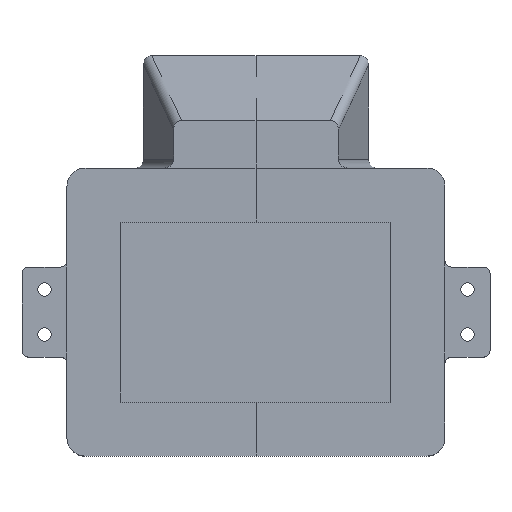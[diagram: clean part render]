
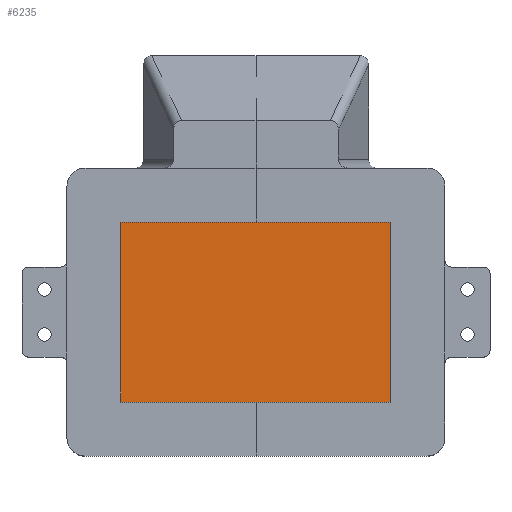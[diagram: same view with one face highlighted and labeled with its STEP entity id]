
A CAD part, top view. The second image highlights one B-rep face of the part: STEP entity #6235.
In plain terms, the highlighted planar face has unit normal (0, 0, 1).
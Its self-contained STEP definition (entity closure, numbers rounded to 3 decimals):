
#5926 = VERTEX_POINT('',#5927);
#5927 = CARTESIAN_POINT('',(-68.,48.,45.));
#5936 = PLANE('',#5937);
#5937 = AXIS2_PLACEMENT_3D('',#5938,#5939,#5940);
#5938 = CARTESIAN_POINT('',(-68.,48.,45.));
#5939 = DIRECTION('',(0.,-1.,0.));
#5940 = DIRECTION('',(1.,0.,0.));
#5948 = PLANE('',#5949);
#5949 = AXIS2_PLACEMENT_3D('',#5950,#5951,#5952);
#5950 = CARTESIAN_POINT('',(-68.,-48.,45.));
#5951 = DIRECTION('',(1.,0.,0.));
#5952 = DIRECTION('',(0.,1.,0.));
#5989 = VERTEX_POINT('',#5990);
#5990 = CARTESIAN_POINT('',(68.,48.,45.));
#6004 = PLANE('',#6005);
#6005 = AXIS2_PLACEMENT_3D('',#6006,#6007,#6008);
#6006 = CARTESIAN_POINT('',(68.,48.,45.));
#6007 = DIRECTION('',(-1.,0.,0.));
#6008 = DIRECTION('',(0.,-1.,0.));
#6016 = EDGE_CURVE('',#5926,#5989,#6017,.T.);
#6017 = SURFACE_CURVE('',#6018,(#6022,#6029),.PCURVE_S1.);
#6018 = LINE('',#6019,#6020);
#6019 = CARTESIAN_POINT('',(-68.,48.,45.));
#6020 = VECTOR('',#6021,1.);
#6021 = DIRECTION('',(1.,0.,0.));
#6022 = PCURVE('',#5936,#6023);
#6023 = DEFINITIONAL_REPRESENTATION('',(#6024),#6028);
#6024 = LINE('',#6025,#6026);
#6025 = CARTESIAN_POINT('',(0.,0.));
#6026 = VECTOR('',#6027,1.);
#6027 = DIRECTION('',(1.,0.));
#6028 = ( GEOMETRIC_REPRESENTATION_CONTEXT(2) 
PARAMETRIC_REPRESENTATION_CONTEXT() REPRESENTATION_CONTEXT('2D SPACE',''
  ) );
#6029 = PCURVE('',#6030,#6035);
#6030 = PLANE('',#6031);
#6031 = AXIS2_PLACEMENT_3D('',#6032,#6033,#6034);
#6032 = CARTESIAN_POINT('',(-68.,48.,45.));
#6033 = DIRECTION('',(0.,0.,1.));
#6034 = DIRECTION('',(1.,0.,0.));
#6035 = DEFINITIONAL_REPRESENTATION('',(#6036),#6040);
#6036 = LINE('',#6037,#6038);
#6037 = CARTESIAN_POINT('',(0.,0.));
#6038 = VECTOR('',#6039,1.);
#6039 = DIRECTION('',(1.,0.));
#6040 = ( GEOMETRIC_REPRESENTATION_CONTEXT(2) 
PARAMETRIC_REPRESENTATION_CONTEXT() REPRESENTATION_CONTEXT('2D SPACE',''
  ) );
#6070 = VERTEX_POINT('',#6071);
#6071 = CARTESIAN_POINT('',(68.,-48.,45.));
#6085 = PLANE('',#6086);
#6086 = AXIS2_PLACEMENT_3D('',#6087,#6088,#6089);
#6087 = CARTESIAN_POINT('',(68.,-48.,45.));
#6088 = DIRECTION('',(0.,1.,0.));
#6089 = DIRECTION('',(-1.,0.,0.));
#6097 = EDGE_CURVE('',#5989,#6070,#6098,.T.);
#6098 = SURFACE_CURVE('',#6099,(#6103,#6110),.PCURVE_S1.);
#6099 = LINE('',#6100,#6101);
#6100 = CARTESIAN_POINT('',(68.,48.,45.));
#6101 = VECTOR('',#6102,1.);
#6102 = DIRECTION('',(0.,-1.,0.));
#6103 = PCURVE('',#6004,#6104);
#6104 = DEFINITIONAL_REPRESENTATION('',(#6105),#6109);
#6105 = LINE('',#6106,#6107);
#6106 = CARTESIAN_POINT('',(0.,0.));
#6107 = VECTOR('',#6108,1.);
#6108 = DIRECTION('',(1.,0.));
#6109 = ( GEOMETRIC_REPRESENTATION_CONTEXT(2) 
PARAMETRIC_REPRESENTATION_CONTEXT() REPRESENTATION_CONTEXT('2D SPACE',''
  ) );
#6110 = PCURVE('',#6030,#6111);
#6111 = DEFINITIONAL_REPRESENTATION('',(#6112),#6116);
#6112 = LINE('',#6113,#6114);
#6113 = CARTESIAN_POINT('',(136.,0.));
#6114 = VECTOR('',#6115,1.);
#6115 = DIRECTION('',(0.,-1.));
#6116 = ( GEOMETRIC_REPRESENTATION_CONTEXT(2) 
PARAMETRIC_REPRESENTATION_CONTEXT() REPRESENTATION_CONTEXT('2D SPACE',''
  ) );
#6146 = VERTEX_POINT('',#6147);
#6147 = CARTESIAN_POINT('',(-68.,-48.,45.));
#6168 = EDGE_CURVE('',#6070,#6146,#6169,.T.);
#6169 = SURFACE_CURVE('',#6170,(#6174,#6181),.PCURVE_S1.);
#6170 = LINE('',#6171,#6172);
#6171 = CARTESIAN_POINT('',(68.,-48.,45.));
#6172 = VECTOR('',#6173,1.);
#6173 = DIRECTION('',(-1.,0.,0.));
#6174 = PCURVE('',#6085,#6175);
#6175 = DEFINITIONAL_REPRESENTATION('',(#6176),#6180);
#6176 = LINE('',#6177,#6178);
#6177 = CARTESIAN_POINT('',(0.,0.));
#6178 = VECTOR('',#6179,1.);
#6179 = DIRECTION('',(1.,0.));
#6180 = ( GEOMETRIC_REPRESENTATION_CONTEXT(2) 
PARAMETRIC_REPRESENTATION_CONTEXT() REPRESENTATION_CONTEXT('2D SPACE',''
  ) );
#6181 = PCURVE('',#6030,#6182);
#6182 = DEFINITIONAL_REPRESENTATION('',(#6183),#6187);
#6183 = LINE('',#6184,#6185);
#6184 = CARTESIAN_POINT('',(136.,-96.));
#6185 = VECTOR('',#6186,1.);
#6186 = DIRECTION('',(-1.,0.));
#6187 = ( GEOMETRIC_REPRESENTATION_CONTEXT(2) 
PARAMETRIC_REPRESENTATION_CONTEXT() REPRESENTATION_CONTEXT('2D SPACE',''
  ) );
#6215 = EDGE_CURVE('',#6146,#5926,#6216,.T.);
#6216 = SURFACE_CURVE('',#6217,(#6221,#6228),.PCURVE_S1.);
#6217 = LINE('',#6218,#6219);
#6218 = CARTESIAN_POINT('',(-68.,-48.,45.));
#6219 = VECTOR('',#6220,1.);
#6220 = DIRECTION('',(0.,1.,0.));
#6221 = PCURVE('',#5948,#6222);
#6222 = DEFINITIONAL_REPRESENTATION('',(#6223),#6227);
#6223 = LINE('',#6224,#6225);
#6224 = CARTESIAN_POINT('',(0.,0.));
#6225 = VECTOR('',#6226,1.);
#6226 = DIRECTION('',(1.,0.));
#6227 = ( GEOMETRIC_REPRESENTATION_CONTEXT(2) 
PARAMETRIC_REPRESENTATION_CONTEXT() REPRESENTATION_CONTEXT('2D SPACE',''
  ) );
#6228 = PCURVE('',#6030,#6229);
#6229 = DEFINITIONAL_REPRESENTATION('',(#6230),#6234);
#6230 = LINE('',#6231,#6232);
#6231 = CARTESIAN_POINT('',(0.,-96.));
#6232 = VECTOR('',#6233,1.);
#6233 = DIRECTION('',(0.,1.));
#6234 = ( GEOMETRIC_REPRESENTATION_CONTEXT(2) 
PARAMETRIC_REPRESENTATION_CONTEXT() REPRESENTATION_CONTEXT('2D SPACE',''
  ) );
#6235 = ADVANCED_FACE('',(#6236),#6030,.T.);
#6236 = FACE_BOUND('',#6237,.F.);
#6237 = EDGE_LOOP('',(#6238,#6239,#6240,#6241));
#6238 = ORIENTED_EDGE('',*,*,#6016,.T.);
#6239 = ORIENTED_EDGE('',*,*,#6097,.T.);
#6240 = ORIENTED_EDGE('',*,*,#6168,.T.);
#6241 = ORIENTED_EDGE('',*,*,#6215,.T.);
